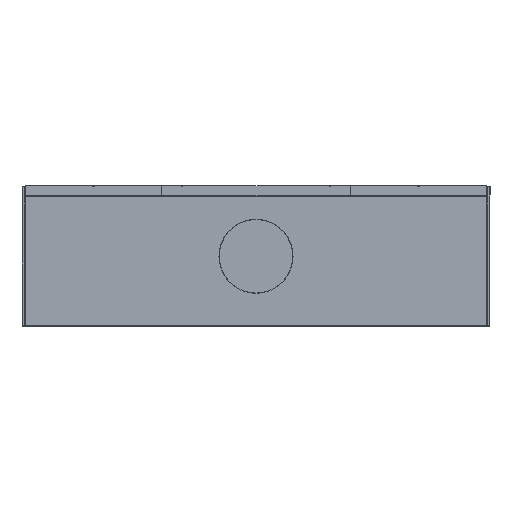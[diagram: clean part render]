
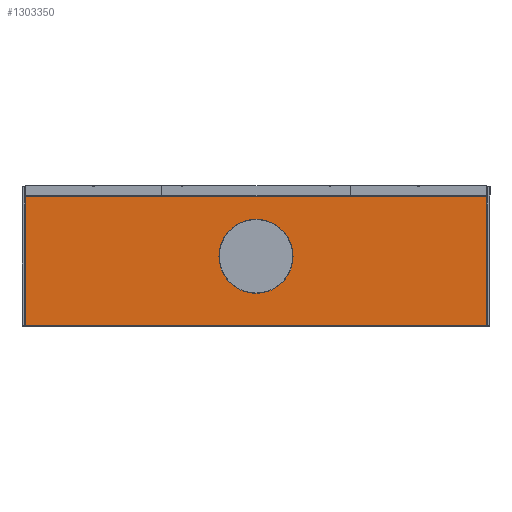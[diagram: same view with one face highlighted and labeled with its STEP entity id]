
A CAD part, front view. The second image highlights one B-rep face of the part: STEP entity #1303350.
In plain terms, the highlighted planar face has unit normal (0, -1, 0).
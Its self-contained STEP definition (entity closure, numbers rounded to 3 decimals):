
#143010=CARTESIAN_POINT('',(-778.5,-428.,406.));
#143020=VERTEX_POINT('',#143010);
#143190=CARTESIAN_POINT('',(778.5,-428.,406.));
#143200=VERTEX_POINT('',#143190);
#143230=CARTESIAN_POINT('',(-548.75,-428.,406.));
#143240=DIRECTION('',(1.,0.,0.));
#143250=VECTOR('',#143240,1.);
#143260=LINE('',#143230,#143250);
#143270=EDGE_CURVE('',#143020,#143200,#143260,.T.);
#151440=CARTESIAN_POINT('',(-125.,-428.,204.15));
#151450=VERTEX_POINT('',#151440);
#151480=CARTESIAN_POINT('',(0.,-428.,204.15
));
#151490=DIRECTION('',(0.,-1.,0.));
#151500=DIRECTION('',(-1.,0.,0.));
#151510=AXIS2_PLACEMENT_3D('',#151480,#151490,#151500);
#151520=CIRCLE('',#151510,125.);
#151530=CARTESIAN_POINT('',(125.,-428.,204.15));
#151540=VERTEX_POINT('',#151530);
#151550=EDGE_CURVE('',#151540,#151450,#151520,.T.);
#152190=CARTESIAN_POINT('',(-548.75,-428.,-30.))
;
#152200=DIRECTION('',(-1.,0.,0.));
#152210=VECTOR('',#152200,1.);
#152220=LINE('',#152190,#152210);
#152230=CARTESIAN_POINT('',(778.5,-428.,-30.));
#152240=VERTEX_POINT('',#152230);
#152250=CARTESIAN_POINT('',(-778.5,-428.,-30.));
#152260=VERTEX_POINT('',#152250);
#152270=EDGE_CURVE('',#152240,#152260,#152220,.T.);
#154550=CARTESIAN_POINT('',(789.5,-428.,-30.1));
#154560=DIRECTION('',(0.,1.,0.));
#154570=DIRECTION('',(1.,0.,0.));
#154580=AXIS2_PLACEMENT_3D('',#154550,#154560,#154570);
#154590=PLANE('',#154580);
#1302930=CARTESIAN_POINT('',(-778.5,-428.,441.5));
#1302940=DIRECTION('',(0.,0.,1.));
#1302950=VECTOR('',#1302940,1.);
#1302960=LINE('',#1302930,#1302950);
#1302970=EDGE_CURVE('',#152260,#143020,#1302960,.T.);
#1303190=CARTESIAN_POINT('',(778.5,-428.,441.5));
#1303200=DIRECTION('',(0.,0.,-1.));
#1303210=VECTOR('',#1303200,1.);
#1303220=LINE('',#1303190,#1303210);
#1303230=EDGE_CURVE('',#143200,#152240,#1303220,.T.);
#1303240=ORIENTED_EDGE('',*,*,#1303230,.F.);
#1303250=ORIENTED_EDGE('',*,*,#152270,.F.);
#1303260=ORIENTED_EDGE('',*,*,#1302970,.F.);
#1303270=ORIENTED_EDGE('',*,*,#143270,.F.);
#1303280=EDGE_LOOP('',(#1303270,#1303260,#1303250,#1303240));
#1303290=FACE_OUTER_BOUND('',#1303280,.T.);
#1303300=EDGE_CURVE('',#151450,#151540,#151520,.T.);
#1303310=ORIENTED_EDGE('',*,*,#1303300,.F.);
#1303320=ORIENTED_EDGE('',*,*,#151550,.F.);
#1303330=EDGE_LOOP('',(#1303320,#1303310));
#1303340=FACE_BOUND('',#1303330,.T.);
#1303350=ADVANCED_FACE('',(#1303290,#1303340),#154590,.F.);
